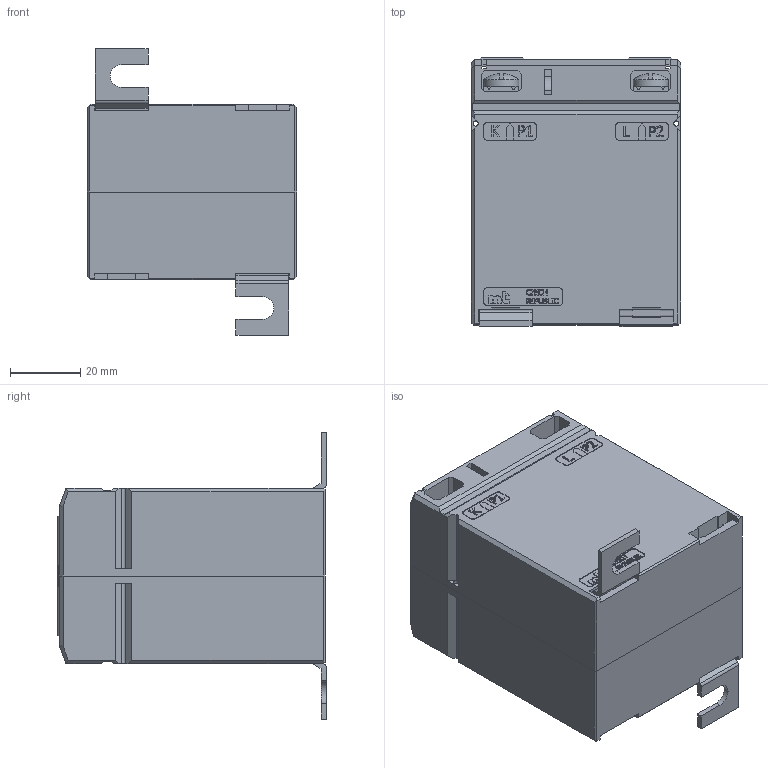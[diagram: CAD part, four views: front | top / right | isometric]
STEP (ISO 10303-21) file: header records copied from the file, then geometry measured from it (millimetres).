
FILE_DESCRIPTION(/* description */ (''),/* implementation_level */ '2;1');
FILE_NAME(/* name */ 'CLB 0.65.step',/* time_stamp */ '2024-10-25T09:40:26+02:00',/* author */ ('peter'),/* organization */ (''),/* preprocessor_version */ 'ST-DEVELOPER v20',/* originating_system */ 'Autodesk Inventor 2025',/* authorisation */ '');
FILE_SCHEMA (('AUTOMOTIVE_DESIGN { 1 0 10303 214 3 1 1 }'));
Length unit declared in the file: millimetre
Products named in the file (10): Current transformer CLB 0.65; Front plastic case CLB 0.65; Back plastic case CLB 0.65; Tape label CLB 0.65; Secondary terminal cover 37 CLB; Metal mounting foot CLB; Primary terminal 12 CLB; Secondary terminal 12 CLB; Plastic barrier s; Screw M5x8
Assembly tree (17 placements, depth 2):
  Current transformer CLB 0.65
    Front plastic case CLB 0.65
    Back plastic case CLB 0.65
    Tape label CLB 0.65
    Secondary terminal cover 37 CLB  x2
    Metal mounting foot CLB  x2
    Primary terminal 12 CLB  x2
    Secondary terminal 12 CLB  x2
    Plastic barrier s  x2
    Screw M5x8  x4
Bounding box: 59.5 x 76.4 x 81.5 mm (x, y, z)
Volume: 212724 mm3; surface area: 46912 mm2
Topology: 17 solids, 17 shells, 1494 faces, 4147 edges, 2742 vertices
Faces by surface type: plane 1000, bspline 316, cylinder 158, cone 12, sphere 8
Full cylindrical faces by diameter (mm): 1.5 x4, 2.5 x4, 2.95 x2, 3 x4, 4.134 x4, 5 x4, 10 x4
Entity records: 43005 total; most frequent: CARTESIAN_POINT 11423, ORIENTED_EDGE 7148, DIRECTION 5144, EDGE_CURVE 3574, LINE 2694, VECTOR 2694, VERTEX_POINT 2366, EDGE_LOOP 1374
